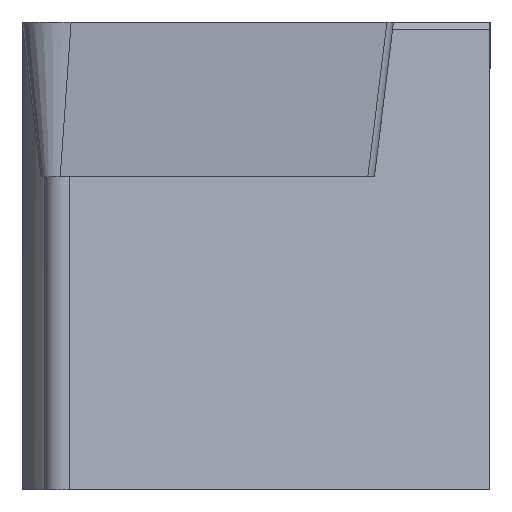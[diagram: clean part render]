
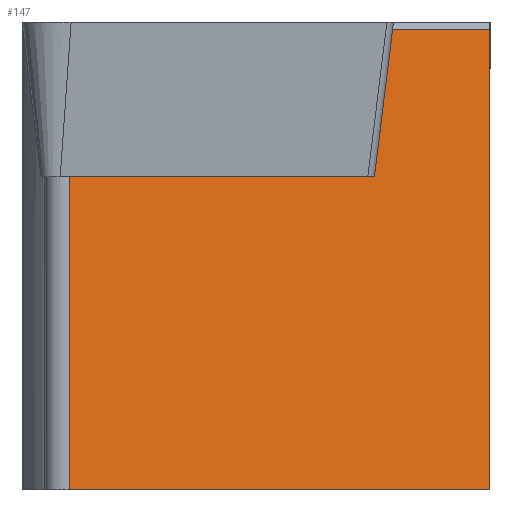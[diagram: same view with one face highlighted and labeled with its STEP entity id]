
A CAD part, left-side view. The second image highlights one B-rep face of the part: STEP entity #147.
In plain terms, the highlighted planar face has unit normal (-0.819, -0.574, 0).
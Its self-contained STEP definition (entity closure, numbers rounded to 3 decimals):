
#147=ADVANCED_FACE('',(#189),#166,.F.);
#166=PLANE('',#557);
#189=FACE_OUTER_BOUND('',#213,.T.);
#213=EDGE_LOOP('',(#289,#290,#291,#292,#293,#294));
#289=ORIENTED_EDGE('',*,*,#420,.F.);
#290=ORIENTED_EDGE('',*,*,#421,.F.);
#291=ORIENTED_EDGE('',*,*,#419,.F.);
#292=ORIENTED_EDGE('',*,*,#422,.F.);
#293=ORIENTED_EDGE('',*,*,#423,.F.);
#294=ORIENTED_EDGE('',*,*,#406,.F.);
#359=VERTEX_POINT('',#745);
#360=VERTEX_POINT('',#747);
#369=VERTEX_POINT('',#769);
#370=VERTEX_POINT('',#771);
#371=VERTEX_POINT('',#775);
#372=VERTEX_POINT('',#778);
#406=EDGE_CURVE('',#359,#360,#457,.T.);
#419=EDGE_CURVE('',#370,#369,#467,.T.);
#420=EDGE_CURVE('',#371,#359,#468,.T.);
#421=EDGE_CURVE('',#369,#371,#469,.T.);
#422=EDGE_CURVE('',#372,#370,#470,.T.);
#423=EDGE_CURVE('',#360,#372,#471,.T.);
#457=LINE('',#746,#503);
#467=LINE('',#772,#513);
#468=LINE('',#774,#514);
#469=LINE('',#776,#515);
#470=LINE('',#777,#516);
#471=LINE('',#779,#517);
#503=VECTOR('',#625,1.);
#513=VECTOR('',#645,1.);
#514=VECTOR('',#648,1.);
#515=VECTOR('',#649,1.);
#516=VECTOR('',#650,1.);
#517=VECTOR('',#651,1.);
#557=AXIS2_PLACEMENT_3D('',#780,#652,#653);
#625=DIRECTION('',(0.574,-0.819,0.));
#645=DIRECTION('',(0.,0.,1.));
#648=DIRECTION('',(0.085,-0.121,0.989));
#649=DIRECTION('',(0.574,-0.819,0.));
#650=DIRECTION('',(-0.574,0.819,0.));
#651=DIRECTION('',(0.,0.,-1.));
#652=DIRECTION('',(0.819,0.574,0.));
#653=DIRECTION('',(0.574,-0.819,0.));
#745=CARTESIAN_POINT('',(7.369,2.5,-0.2));
#746=CARTESIAN_POINT('',(1.569,10.783,-0.2));
#747=CARTESIAN_POINT('',(9.12,0.,-0.2));
#769=CARTESIAN_POINT('',(1.569,10.783,-3.97));
#771=CARTESIAN_POINT('',(1.569,10.783,-12.));
#772=CARTESIAN_POINT('',(1.569,10.783,-30.));
#774=CARTESIAN_POINT('',(4.736,6.26,-30.828));
#775=CARTESIAN_POINT('',(7.045,2.962,-3.97));
#776=CARTESIAN_POINT('',(1.569,10.783,-3.97));
#777=CARTESIAN_POINT('',(1.569,10.783,-12.));
#778=CARTESIAN_POINT('',(9.12,0.,-12.));
#779=CARTESIAN_POINT('',(9.12,0.,-30.));
#780=CARTESIAN_POINT('',(1.569,10.783,-30.));
